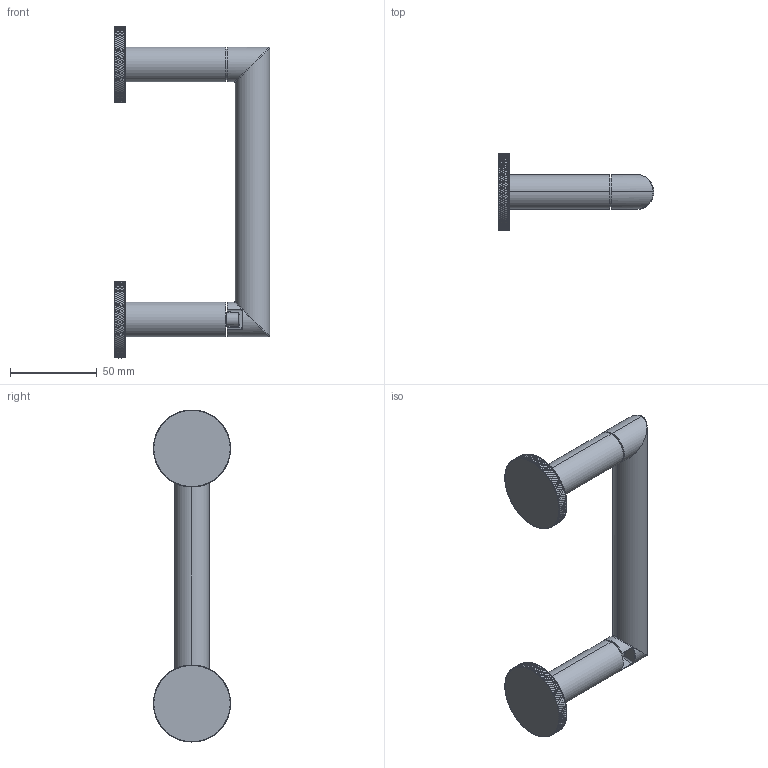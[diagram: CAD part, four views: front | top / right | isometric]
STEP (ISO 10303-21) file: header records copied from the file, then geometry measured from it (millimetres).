
FILE_DESCRIPTION((''),'2;1');
FILE_NAME('3290-1500','2021-09-21T15:57:22',('jinson.thomas'),(''),'CREO PARAMETRIC BY PTC INC, 2018400','CREO PARAMETRIC BY PTC INC, 2018400','');
FILE_SCHEMA(('CONFIG_CONTROL_DESIGN'));
Length unit declared in the file: inch
Products named in the file (1): 3290-1500
Bounding box: 89.89 x 44.45 x 191.77 mm (x, y, z)
Volume: 111526.3 mm3; surface area: 27376.6 mm2
Topology: 1 solids, 1 shells, 6142 faces, 13476 edges, 7342 vertices
Faces by surface type: bspline 4716, cylinder 1397, plane 17, torus 10, sphere 2
Entity records: 250127 total; most frequent: CARTESIAN_POINT 157345, ORIENTED_EDGE 26952, EDGE_CURVE 13476, B_SPLINE_CURVE_WITH_KNOTS 12579, VERTEX_POINT 7342, EDGE_LOOP 6148, FACE_OUTER_BOUND 6142, ADVANCED_FACE 6142
